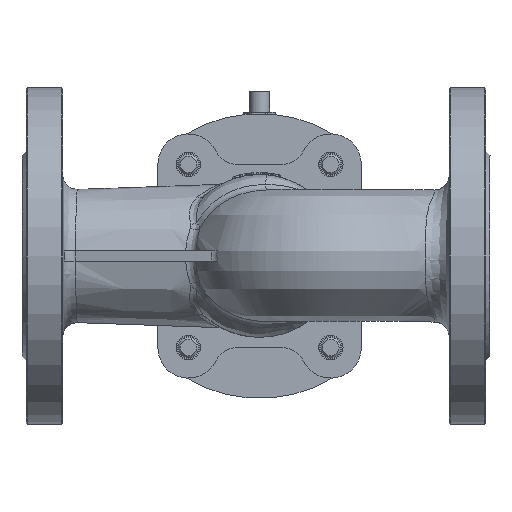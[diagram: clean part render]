
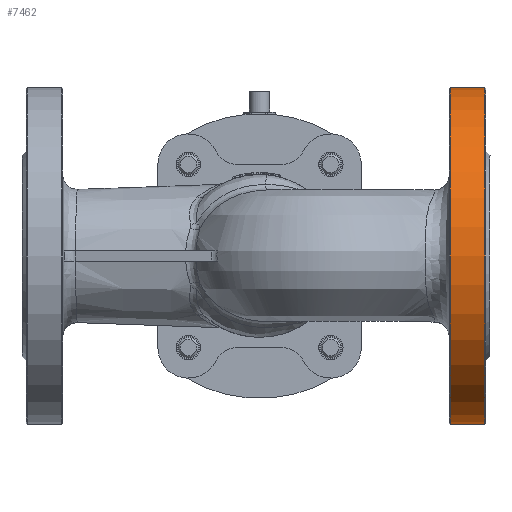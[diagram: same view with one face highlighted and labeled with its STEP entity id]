
A CAD part, front view. The second image highlights one B-rep face of the part: STEP entity #7462.
In plain terms, the highlighted cylindrical face has radius 83 mm (diameter 166 mm), a full revolution.
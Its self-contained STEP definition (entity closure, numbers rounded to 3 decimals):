
#1076=FACE_OUTER_BOUND('',#1562,.T.);
#1562=EDGE_LOOP('',(#6278,#6279,#6280,#6281,#6282,#6283));
#2005=CIRCLE('',#8292,83.);
#2006=CIRCLE('',#8293,83.);
#2007=CIRCLE('',#8295,83.);
#2008=CIRCLE('',#8296,83.);
#2371=LINE('',#21049,#2728);
#2728=VECTOR('',#10054,83.);
#3363=VERTEX_POINT('',#21042);
#3364=VERTEX_POINT('',#21044);
#3365=VERTEX_POINT('',#21048);
#3366=VERTEX_POINT('',#21050);
#4352=EDGE_CURVE('',#3364,#3363,#2005,.T.);
#4353=EDGE_CURVE('',#3363,#3364,#2006,.T.);
#4354=EDGE_CURVE('',#3364,#3365,#2371,.T.);
#4355=EDGE_CURVE('',#3365,#3366,#2007,.T.);
#4356=EDGE_CURVE('',#3366,#3365,#2008,.T.);
#6278=ORIENTED_EDGE('',*,*,#4353,.T.);
#6279=ORIENTED_EDGE('',*,*,#4354,.T.);
#6280=ORIENTED_EDGE('',*,*,#4355,.T.);
#6281=ORIENTED_EDGE('',*,*,#4356,.T.);
#6282=ORIENTED_EDGE('',*,*,#4354,.F.);
#6283=ORIENTED_EDGE('',*,*,#4352,.T.);
#6763=CYLINDRICAL_SURFACE('',#8294,83.);
#7462=ADVANCED_FACE('',(#1076),#6763,.T.);
#8292=AXIS2_PLACEMENT_3D('',#21045,#10048,#10049);
#8293=AXIS2_PLACEMENT_3D('',#21046,#10050,#10051);
#8294=AXIS2_PLACEMENT_3D('',#21047,#10052,#10053);
#8295=AXIS2_PLACEMENT_3D('',#21051,#10055,#10056);
#8296=AXIS2_PLACEMENT_3D('',#21052,#10057,#10058);
#10048=DIRECTION('center_axis',(1.,0.,0.));
#10049=DIRECTION('ref_axis',(0.,0.,1.));
#10050=DIRECTION('center_axis',(1.,0.,0.));
#10051=DIRECTION('ref_axis',(0.,0.,1.));
#10052=DIRECTION('center_axis',(1.,0.,0.));
#10053=DIRECTION('ref_axis',(0.,0.,-1.));
#10054=DIRECTION('',(1.,0.,0.));
#10055=DIRECTION('center_axis',(-1.,0.,0.));
#10056=DIRECTION('ref_axis',(0.,0.,1.));
#10057=DIRECTION('center_axis',(-1.,0.,0.));
#10058=DIRECTION('ref_axis',(0.,0.,1.));
#21042=CARTESIAN_POINT('',(210.5,0.,-83.));
#21044=CARTESIAN_POINT('',(210.5,0.,83.));
#21045=CARTESIAN_POINT('Origin',(210.5,0.,0.));
#21046=CARTESIAN_POINT('Origin',(210.5,0.,0.));
#21047=CARTESIAN_POINT('Origin',(228.,0.,0.));
#21048=CARTESIAN_POINT('',(227.5,0.,83.));
#21049=CARTESIAN_POINT('',(228.,0.,83.));
#21050=CARTESIAN_POINT('',(227.5,0.,-83.));
#21051=CARTESIAN_POINT('Origin',(227.5,0.,0.));
#21052=CARTESIAN_POINT('Origin',(227.5,0.,0.));
